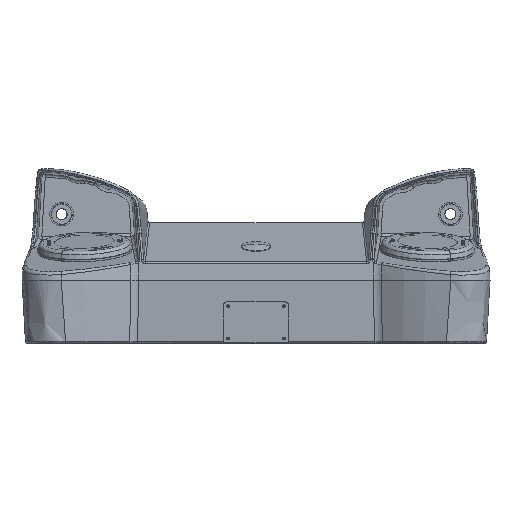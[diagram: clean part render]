
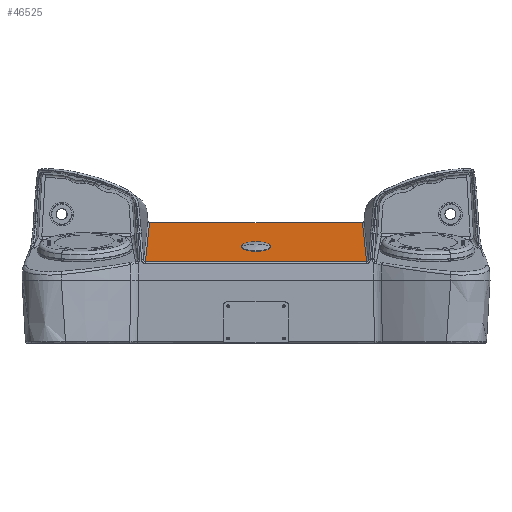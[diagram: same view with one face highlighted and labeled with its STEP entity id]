
A CAD part, top view. The second image highlights one B-rep face of the part: STEP entity #46525.
In plain terms, the highlighted planar face has unit normal (0, 0.946, 0.326).
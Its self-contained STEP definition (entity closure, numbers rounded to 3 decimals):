
#971 = PLANE ( 'NONE',  #35626 ) ;
#972 = CARTESIAN_POINT ( 'NONE',  ( 281.52, 85.358, 124.131 ) ) ;
#973 = DIRECTION ( 'NONE',  ( 0., -0.946, -0.326 ) ) ;
#974 = DIRECTION ( 'NONE',  ( 0., 0.326, -0.946 ) ) ;
#1856 = LINE ( 'NONE', #20386, #36062 ) ;
#1858 = LINE ( 'NONE', #20404, #36075 ) ;
#4390 = B_SPLINE_CURVE_WITH_KNOTS ( 'NONE', 3,
 ( #20144, #20145, #20146, #20147, #20148, #20149, #20150, #20151, #20152, #20153, #20154, #20155, #20156, #20157, #20158, #20159, #20160, #20161 ),
 .UNSPECIFIED., .F., .F.,
 ( 4, 2, 2, 2, 2, 2, 2, 2, 4 ),
 ( 0., 0.125, 0.25, 0.375, 0.5, 0.625, 0.75, 0.875, 1. ),
 .UNSPECIFIED. ) ;
#16915 = VERTEX_POINT ( 'NONE', #30056 ) ;
#17254 = VERTEX_POINT ( 'NONE', #30896 ) ;
#17297 = VERTEX_POINT ( 'NONE', #30374 ) ;
#17339 = VERTEX_POINT ( 'NONE', #30287 ) ;
#17352 = VERTEX_POINT ( 'NONE', #30890 ) ;
#17360 = VERTEX_POINT ( 'NONE', #30791 ) ;
#17374 = VERTEX_POINT ( 'NONE', #30741 ) ;
#20144 = CARTESIAN_POINT ( 'NONE',  ( -11.15, 101.403, 77.533 ) ) ;
#20145 = CARTESIAN_POINT ( 'NONE',  ( -11.15, 101.165, 78.225 ) ) ;
#20146 = CARTESIAN_POINT ( 'NONE',  ( -11.079, 100.929, 78.91 ) ) ;
#20147 = CARTESIAN_POINT ( 'NONE',  ( -10.793, 100.461, 80.269 ) ) ;
#20148 = CARTESIAN_POINT ( 'NONE',  ( -10.582, 100.235, 80.927 ) ) ;
#20149 = CARTESIAN_POINT ( 'NONE',  ( -10.021, 99.794, 82.207 ) ) ;
#20150 = CARTESIAN_POINT ( 'NONE',  ( -9.678, 99.585, 82.814 ) ) ;
#20151 = CARTESIAN_POINT ( 'NONE',  ( -8.864, 99.188, 83.965 ) ) ;
#20152 = CARTESIAN_POINT ( 'NONE',  ( -8.402, 99.005, 84.498 ) ) ;
#20153 = CARTESIAN_POINT ( 'NONE',  ( -7.366, 98.668, 85.477 ) ) ;
#20154 = CARTESIAN_POINT ( 'NONE',  ( -6.804, 98.518, 85.914 ) ) ;
#20155 = CARTESIAN_POINT ( 'NONE',  ( -5.586, 98.253, 86.683 ) ) ;
#20156 = CARTESIAN_POINT ( 'NONE',  ( -4.944, 98.141, 87.008 ) ) ;
#20157 = CARTESIAN_POINT ( 'NONE',  ( -3.59, 97.958, 87.538 ) ) ;
#20158 = CARTESIAN_POINT ( 'NONE',  ( -2.893, 97.89, 87.738 ) ) ;
#20159 = CARTESIAN_POINT ( 'NONE',  ( -1.457, 97.797, 88.007 ) ) ;
#20160 = CARTESIAN_POINT ( 'NONE',  ( -0.732, 97.773, 88.075 ) ) ;
#20161 = CARTESIAN_POINT ( 'NONE',  ( 0., 97.773, 88.075 ) ) ;
#20386 = CARTESIAN_POINT ( 'NONE',  ( -112.2, 127.212, 2.579 ) ) ;
#20387 = DIRECTION ( 'NONE',  ( 0.035, 0.325, -0.945 ) ) ;
#20404 = CARTESIAN_POINT ( 'NONE',  ( 117.614, 127.212, 2.579 ) ) ;
#20405 = DIRECTION ( 'NONE',  ( 1., 0., 0. ) ) ;
#30056 = CARTESIAN_POINT ( 'NONE',  ( 11.15, 101.403, 77.533 ) ) ;
#30287 = CARTESIAN_POINT ( 'NONE',  ( -116.669, 85.798, 122.855 ) ) ;
#30374 = CARTESIAN_POINT ( 'NONE',  ( 116.669, 85.798, 122.855 ) ) ;
#30741 = CARTESIAN_POINT ( 'NONE',  ( 0., 97.773, 88.075 ) ) ;
#30791 = CARTESIAN_POINT ( 'NONE',  ( -11.15, 101.403, 77.533 ) ) ;
#30890 = CARTESIAN_POINT ( 'NONE',  ( 112.2, 127.212, 2.579 ) ) ;
#30896 = CARTESIAN_POINT ( 'NONE',  ( -112.2, 127.212, 2.579 ) ) ;
#32127 = ORIENTED_EDGE ( 'NONE', *, *, #46293, .F. ) ;
#32132 = ORIENTED_EDGE ( 'NONE', *, *, #46305, .T. ) ;
#32148 = ORIENTED_EDGE ( 'NONE', *, *, #46311, .F. ) ;
#32213 = EDGE_LOOP ( 'NONE', ( #32148, #32957, #32427, #32306 ) ) ;
#32306 = ORIENTED_EDGE ( 'NONE', *, *, #46857, .F. ) ;
#32427 = ORIENTED_EDGE ( 'NONE', *, *, #46859, .F. ) ;
#32640 = EDGE_LOOP ( 'NONE', ( #32953, #32132, #32127 ) ) ;
#32953 = ORIENTED_EDGE ( 'NONE', *, *, #46835, .F. ) ;
#32957 = ORIENTED_EDGE ( 'NONE', *, *, #46312, .T. ) ;
#33954 = LINE ( 'NONE', #43850, #35064 ) ;
#33955 = LINE ( 'NONE', #43852, #35068 ) ;
#34026 = FACE_OUTER_BOUND ( 'NONE', #32213, .T. ) ;
#34027 = FACE_BOUND ( 'NONE', #32640, .T. ) ;
#35020 = CIRCLE ( 'NONE', #35026, 11.15 ) ;
#35026 = AXIS2_PLACEMENT_3D ( 'NONE', #43712, #43714, #43715 ) ;
#35064 = VECTOR ( 'NONE', #43851, 1000. ) ;
#35068 = VECTOR ( 'NONE', #43853, 1000. ) ;
#35626 = AXIS2_PLACEMENT_3D ( 'NONE', #972, #973, #974 ) ;
#36062 = VECTOR ( 'NONE', #20387, 1000. ) ;
#36075 = VECTOR ( 'NONE', #20405, 1000. ) ;
#43599 = CARTESIAN_POINT ( 'NONE',  ( 0., 97.773, 88.075 ) ) ;
#43600 = CARTESIAN_POINT ( 'NONE',  ( 0.733, 97.773, 88.075 ) ) ;
#43602 = CARTESIAN_POINT ( 'NONE',  ( 1.457, 97.797, 88.008 ) ) ;
#43603 = CARTESIAN_POINT ( 'NONE',  ( 2.894, 97.89, 87.737 ) ) ;
#43605 = CARTESIAN_POINT ( 'NONE',  ( 3.59, 97.958, 87.538 ) ) ;
#43606 = CARTESIAN_POINT ( 'NONE',  ( 4.944, 98.141, 87.007 ) ) ;
#43608 = CARTESIAN_POINT ( 'NONE',  ( 5.586, 98.253, 86.683 ) ) ;
#43610 = CARTESIAN_POINT ( 'NONE',  ( 6.804, 98.518, 85.913 ) ) ;
#43611 = CARTESIAN_POINT ( 'NONE',  ( 7.366, 98.668, 85.477 ) ) ;
#43612 = CARTESIAN_POINT ( 'NONE',  ( 8.402, 99.005, 84.497 ) ) ;
#43613 = CARTESIAN_POINT ( 'NONE',  ( 8.864, 99.188, 83.966 ) ) ;
#43615 = CARTESIAN_POINT ( 'NONE',  ( 9.678, 99.585, 82.814 ) ) ;
#43616 = CARTESIAN_POINT ( 'NONE',  ( 10.021, 99.794, 82.207 ) ) ;
#43617 = CARTESIAN_POINT ( 'NONE',  ( 10.582, 100.235, 80.927 ) ) ;
#43618 = CARTESIAN_POINT ( 'NONE',  ( 10.793, 100.462, 80.268 ) ) ;
#43619 = CARTESIAN_POINT ( 'NONE',  ( 11.079, 100.929, 78.911 ) ) ;
#43621 = CARTESIAN_POINT ( 'NONE',  ( 11.15, 101.165, 78.225 ) ) ;
#43622 = CARTESIAN_POINT ( 'NONE',  ( 11.15, 101.403, 77.533 ) ) ;
#43682 = B_SPLINE_CURVE_WITH_KNOTS ( 'NONE', 3,
 ( #43599, #43600, #43602, #43603, #43605, #43606, #43608, #43610, #43611, #43612, #43613, #43615, #43616, #43617, #43618, #43619, #43621, #43622 ),
 .UNSPECIFIED., .F., .F.,
 ( 4, 2, 2, 2, 2, 2, 2, 2, 4 ),
 ( 0., 0.125, 0.25, 0.375, 0.5, 0.625, 0.75, 0.875, 1. ),
 .UNSPECIFIED. ) ;
#43712 = CARTESIAN_POINT ( 'NONE',  ( 0., 101.403, 77.533 ) ) ;
#43714 = DIRECTION ( 'NONE',  ( 0., -0.946, -0.326 ) ) ;
#43715 = DIRECTION ( 'NONE',  ( 0., -0.326, 0.946 ) ) ;
#43850 = CARTESIAN_POINT ( 'NONE',  ( 281.52, 85.798, 122.855 ) ) ;
#43851 = DIRECTION ( 'NONE',  ( -1., 0., 0. ) ) ;
#43852 = CARTESIAN_POINT ( 'NONE',  ( 116.741, 85.132, 124.789 ) ) ;
#43853 = DIRECTION ( 'NONE',  ( -0.035, 0.325, -0.945 ) ) ;
#46293 = EDGE_CURVE ( 'NONE', #17374, #16915, #43682, .T. ) ;
#46305 = EDGE_CURVE ( 'NONE', #17360, #16915, #35020, .T. ) ;
#46311 = EDGE_CURVE ( 'NONE', #17297, #17339, #33954, .T. ) ;
#46312 = EDGE_CURVE ( 'NONE', #17297, #17352, #33955, .T. ) ;
#46525 = ADVANCED_FACE ( 'NONE', ( #34026, #34027 ), #971, .F. ) ;
#46835 = EDGE_CURVE ( 'NONE', #17360, #17374, #4390, .T. ) ;
#46857 = EDGE_CURVE ( 'NONE', #17339, #17254, #1856, .T. ) ;
#46859 = EDGE_CURVE ( 'NONE', #17254, #17352, #1858, .T. ) ;
